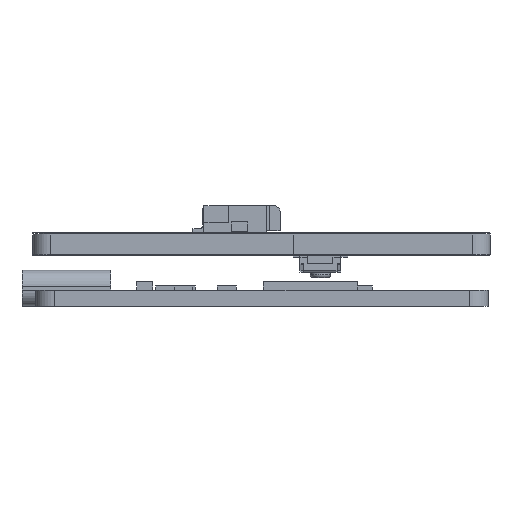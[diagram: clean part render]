
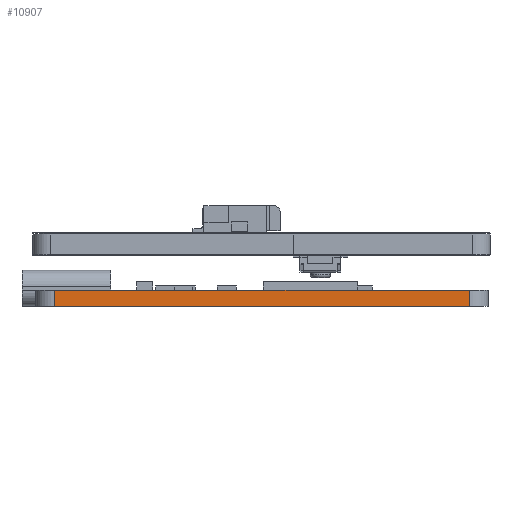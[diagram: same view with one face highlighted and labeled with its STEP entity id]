
A CAD part, front view. The second image highlights one B-rep face of the part: STEP entity #10907.
In plain terms, the highlighted face is planar.
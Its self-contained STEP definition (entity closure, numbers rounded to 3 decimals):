
#9964 = VERTEX_POINT('',#9965);
#9965 = CARTESIAN_POINT('',(-8.9,14.5,3.));
#9972 = EDGE_CURVE('',#9973,#9964,#9975,.T.);
#9973 = VERTEX_POINT('',#9974);
#9974 = CARTESIAN_POINT('',(-8.9,-15.9,3.));
#9975 = LINE('',#9976,#9977);
#9976 = CARTESIAN_POINT('',(-8.9,-15.9,3.));
#9977 = VECTOR('',#9978,1.);
#9978 = DIRECTION('',(0.,1.,0.));
#10497 = VERTEX_POINT('',#10498);
#10498 = CARTESIAN_POINT('',(-8.9,-15.9,1.8));
#10505 = EDGE_CURVE('',#10497,#10506,#10508,.T.);
#10506 = VERTEX_POINT('',#10507);
#10507 = CARTESIAN_POINT('',(-8.9,14.5,1.8));
#10508 = LINE('',#10509,#10510);
#10509 = CARTESIAN_POINT('',(-8.9,-15.9,1.8));
#10510 = VECTOR('',#10511,1.);
#10511 = DIRECTION('',(0.,1.,0.));
#10907 = ADVANCED_FACE('',(#10908),#10924,.F.);
#10908 = FACE_BOUND('',#10909,.T.);
#10909 = EDGE_LOOP('',(#10910,#10911,#10917,#10918));
#10910 = ORIENTED_EDGE('',*,*,#9972,.T.);
#10911 = ORIENTED_EDGE('',*,*,#10912,.T.);
#10912 = EDGE_CURVE('',#9964,#10506,#10913,.T.);
#10913 = LINE('',#10914,#10915);
#10914 = CARTESIAN_POINT('',(-8.9,14.5,3.));
#10915 = VECTOR('',#10916,1.);
#10916 = DIRECTION('',(-0.,-0.,-1.));
#10917 = ORIENTED_EDGE('',*,*,#10505,.F.);
#10918 = ORIENTED_EDGE('',*,*,#10919,.T.);
#10919 = EDGE_CURVE('',#10497,#9973,#10920,.T.);
#10920 = LINE('',#10921,#10922);
#10921 = CARTESIAN_POINT('',(-8.9,-15.9,1.8));
#10922 = VECTOR('',#10923,1.);
#10923 = DIRECTION('',(0.,0.,1.));
#10924 = PLANE('',#10925);
#10925 = AXIS2_PLACEMENT_3D('',#10926,#10927,#10928);
#10926 = CARTESIAN_POINT('',(-8.9,-0.7,1.4));
#10927 = DIRECTION('',(1.,0.,0.));
#10928 = DIRECTION('',(0.,1.,0.));
